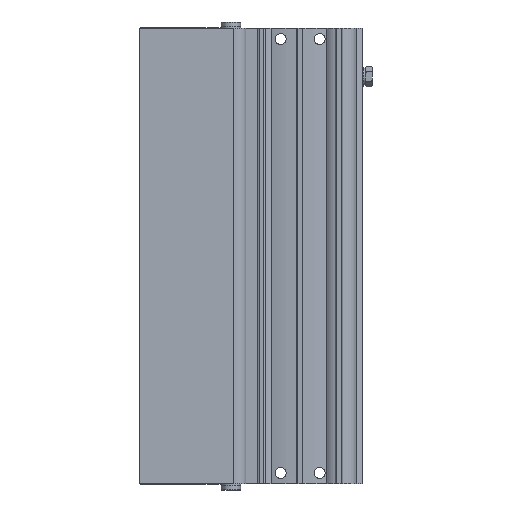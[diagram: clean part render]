
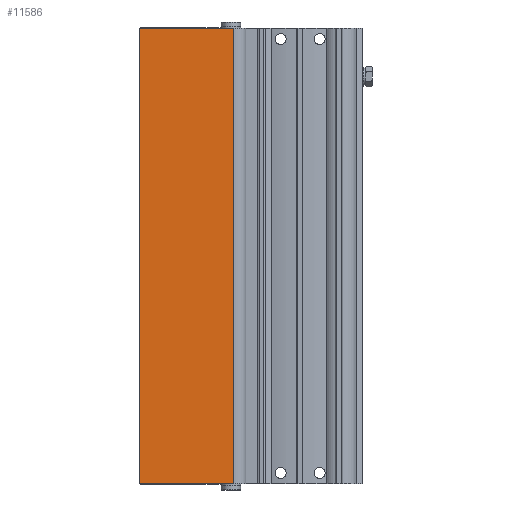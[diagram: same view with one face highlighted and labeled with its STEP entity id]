
A CAD part, front view. The second image highlights one B-rep face of the part: STEP entity #11586.
In plain terms, the highlighted planar face has unit normal (0, -1, 0).
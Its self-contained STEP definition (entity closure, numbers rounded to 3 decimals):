
#713=LINE('',#18469,#1496);
#773=LINE('',#18740,#1556);
#774=LINE('',#18742,#1557);
#775=LINE('',#18744,#1558);
#1496=VECTOR('',#14628,1000.);
#1556=VECTOR('',#14818,1000.);
#1557=VECTOR('',#14821,1000.);
#1558=VECTOR('',#14822,1000.);
#2624=ORIENTED_EDGE('',*,*,#5569,.T.);
#2625=ORIENTED_EDGE('',*,*,#5570,.F.);
#2626=ORIENTED_EDGE('',*,*,#5466,.F.);
#2627=ORIENTED_EDGE('',*,*,#5568,.T.);
#5466=EDGE_CURVE('',#6967,#6968,#713,.T.);
#5568=EDGE_CURVE('',#6967,#7037,#773,.T.);
#5569=EDGE_CURVE('',#7037,#7038,#774,.T.);
#5570=EDGE_CURVE('',#6968,#7038,#775,.T.);
#6967=VERTEX_POINT('',#18468);
#6968=VERTEX_POINT('',#18470);
#7037=VERTEX_POINT('',#18739);
#7038=VERTEX_POINT('',#18743);
#8672=EDGE_LOOP('',(#2624,#2625,#2626,#2627));
#10013=FACE_BOUND('',#8672,.T.);
#11191=PLANE('',#12897);
#11586=ADVANCED_FACE('',(#10013),#11191,.F.);
#12897=AXIS2_PLACEMENT_3D('',#18741,#14819,#14820);
#14628=DIRECTION('',(1.,0.,0.));
#14818=DIRECTION('',(0.,0.,-1.));
#14819=DIRECTION('',(0.,1.,0.));
#14820=DIRECTION('',(0.,0.,1.));
#14821=DIRECTION('',(1.,0.,0.));
#14822=DIRECTION('',(0.,0.,-1.));
#18468=CARTESIAN_POINT('',(52.8,-23.,187.));
#18469=CARTESIAN_POINT('',(52.8,-23.,187.));
#18470=CARTESIAN_POINT('',(91.5,-23.,187.));
#18739=CARTESIAN_POINT('',(52.8,-23.,0.));
#18740=CARTESIAN_POINT('',(52.8,-23.,187.));
#18741=CARTESIAN_POINT('',(52.8,-23.,187.));
#18742=CARTESIAN_POINT('',(52.8,-23.,0.));
#18743=CARTESIAN_POINT('',(91.5,-23.,0.));
#18744=CARTESIAN_POINT('',(91.5,-23.,187.));
